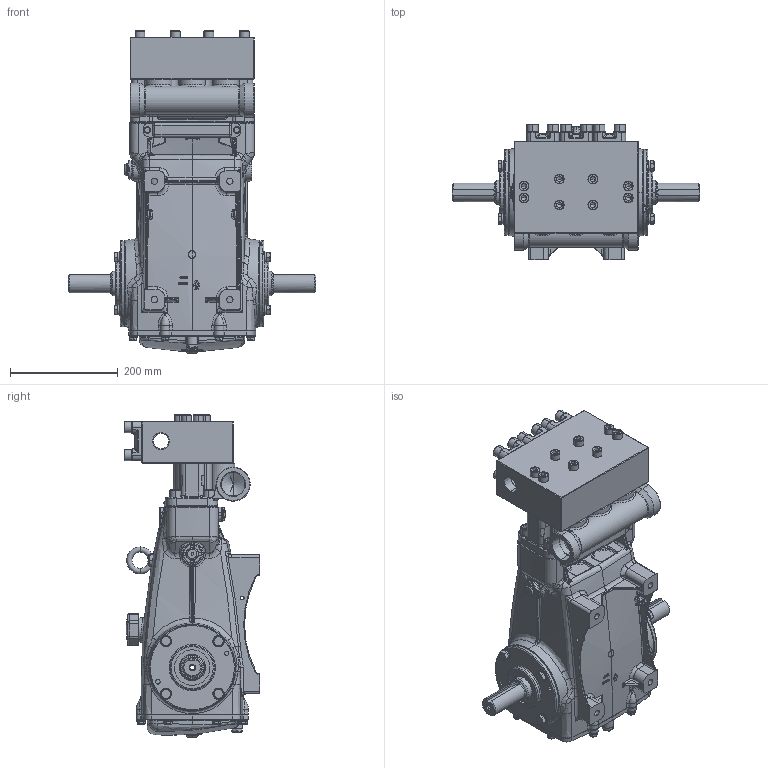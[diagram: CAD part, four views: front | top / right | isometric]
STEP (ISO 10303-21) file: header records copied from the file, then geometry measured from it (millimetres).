
FILE_DESCRIPTION (( 'STEP AP203' ), '1' );
FILE_NAME ('3560.STEP', '2020-02-04T19:16:59', ( '' ), ( '' ), 'SwSTEP 2.0', 'SolidWorks 2019', '' );
FILE_SCHEMA (( 'CONFIG_CONTROL_DESIGN' ));
Length unit declared in the file: inch
Products named in the file (1): 3560
Bounding box: 460 x 251 x 598 mm (x, y, z)
Surface area: 907372.1 mm2 (no closed solid volume)
Topology: 0 solids, 82 shells, 2587 faces, 8676 edges, 5870 vertices
Faces by surface type: plane 844, cylinder 607, bspline 582, cone 268, torus 237, sphere 49
Entity records: 129781 total; most frequent: CARTESIAN_POINT 60795, ORIENTED_EDGE 14000, DIRECTION 13472, EDGE_CURVE 8593, VERTEX_POINT 5870, AXIS2_PLACEMENT_3D 5390, CIRCLE 3384, EDGE_LOOP 2879
